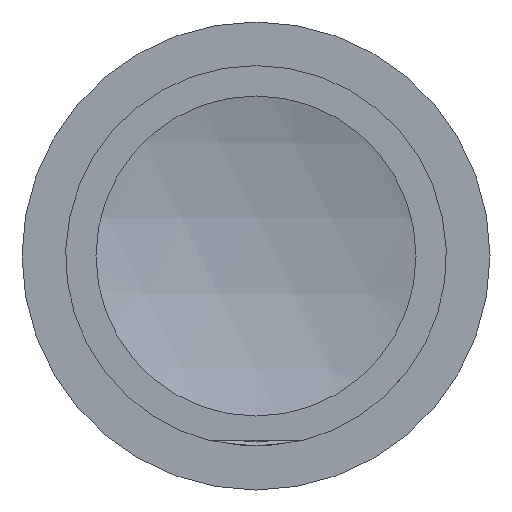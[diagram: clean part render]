
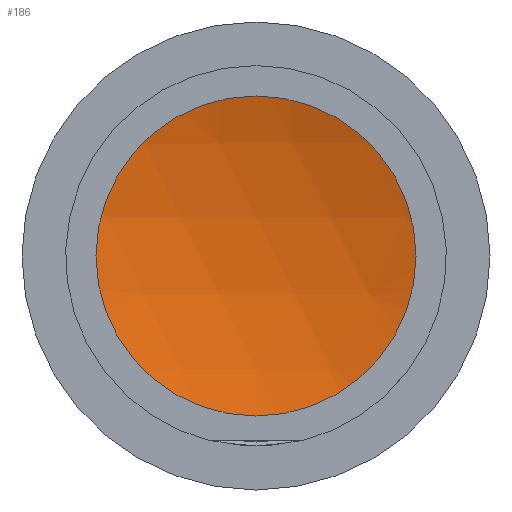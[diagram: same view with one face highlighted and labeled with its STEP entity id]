
A CAD part, front view. The second image highlights one B-rep face of the part: STEP entity #186.
In plain terms, the highlighted spherical face has radius 55 mm.
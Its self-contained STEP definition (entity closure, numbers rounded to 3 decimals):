
#19=SPHERICAL_SURFACE('',#231,55.);
#34=CIRCLE('',#229,16.853);
#46=FACE_OUTER_BOUND('',#60,.T.);
#60=EDGE_LOOP('',(#148));
#98=VERTEX_POINT('',#341);
#117=EDGE_CURVE('',#98,#98,#34,.T.);
#148=ORIENTED_EDGE('',*,*,#117,.F.);
#186=ADVANCED_FACE('',(#46),#19,.F.);
#229=AXIS2_PLACEMENT_3D('',#343,#277,#278);
#231=AXIS2_PLACEMENT_3D('',#345,#281,#282);
#277=DIRECTION('center_axis',(0.,1.,0.));
#278=DIRECTION('ref_axis',(-1.,0.,0.));
#281=DIRECTION('center_axis',(0.,0.,1.));
#282=DIRECTION('ref_axis',(1.,0.,0.));
#341=CARTESIAN_POINT('',(0.,17.113,16.853));
#343=CARTESIAN_POINT('Origin',(0.,17.113,0.));
#345=CARTESIAN_POINT('Origin',(0.,-35.241,0.));
